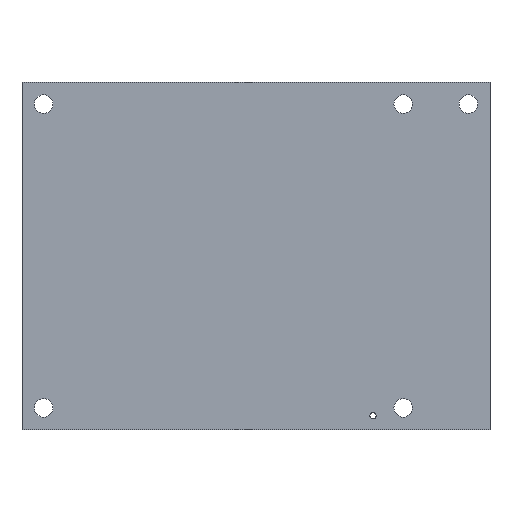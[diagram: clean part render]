
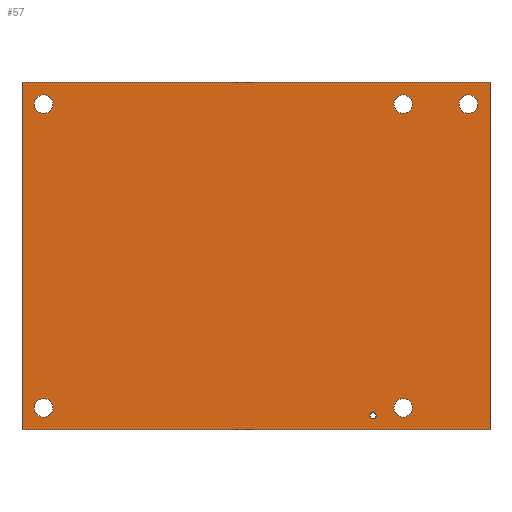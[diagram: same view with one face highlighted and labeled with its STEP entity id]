
A CAD part, top view. The second image highlights one B-rep face of the part: STEP entity #57.
In plain terms, the highlighted planar face has unit normal (0, 0, 1).
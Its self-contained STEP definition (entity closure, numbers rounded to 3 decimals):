
#57=ADVANCED_FACE('',(#175,#177,#179,#181,#183,#185,#187),#189,.T.);
#175=FACE_BOUND('',#176,.T.);
#176=EDGE_LOOP('',(#286,#287,#288,#289));
#177=FACE_BOUND('',#178,.T.);
#178=EDGE_LOOP('',(#290));
#179=FACE_BOUND('',#180,.T.);
#180=EDGE_LOOP('',(#291));
#181=FACE_BOUND('',#182,.T.);
#182=EDGE_LOOP('',(#292));
#183=FACE_BOUND('',#184,.T.);
#184=EDGE_LOOP('',(#293));
#185=FACE_BOUND('',#186,.T.);
#186=EDGE_LOOP('',(#294));
#187=FACE_BOUND('',#188,.T.);
#188=EDGE_LOOP('',(#295));
#189=PLANE('',#190);
#190=AXIS2_PLACEMENT_3D('',#191,#192,#193);
#191=CARTESIAN_POINT('',(0.,0.,1.5));
#192=DIRECTION('',(0.,0.,1.));
#193=DIRECTION('',(-1.,0.,0.));
#286=ORIENTED_EDGE('',*,*,#334,.T.);
#287=ORIENTED_EDGE('',*,*,#335,.T.);
#288=ORIENTED_EDGE('',*,*,#336,.T.);
#289=ORIENTED_EDGE('',*,*,#337,.T.);
#290=ORIENTED_EDGE('',*,*,#338,.T.);
#291=ORIENTED_EDGE('',*,*,#339,.T.);
#292=ORIENTED_EDGE('',*,*,#340,.T.);
#293=ORIENTED_EDGE('',*,*,#341,.T.);
#294=ORIENTED_EDGE('',*,*,#342,.T.);
#295=ORIENTED_EDGE('',*,*,#343,.T.);
#334=EDGE_CURVE('',#368,#369,#370,.T.);
#335=EDGE_CURVE('',#369,#371,#372,.T.);
#336=EDGE_CURVE('',#371,#373,#374,.T.);
#337=EDGE_CURVE('',#373,#368,#375,.T.);
#338=EDGE_CURVE('',#376,#376,#377,.F.);
#339=EDGE_CURVE('',#378,#378,#379,.F.);
#340=EDGE_CURVE('',#380,#380,#381,.F.);
#341=EDGE_CURVE('',#382,#382,#383,.F.);
#342=EDGE_CURVE('',#384,#384,#385,.F.);
#343=EDGE_CURVE('',#386,#386,#387,.F.);
#368=VERTEX_POINT('',#438);
#369=VERTEX_POINT('',#439);
#370=LINE('',#440,#441);
#371=VERTEX_POINT('',#443);
#372=LINE('',#444,#445);
#373=VERTEX_POINT('',#447);
#374=LINE('',#448,#449);
#375=LINE('',#451,#452);
#376=VERTEX_POINT('',#454);
#377=CIRCLE('',#455,1.5);
#378=VERTEX_POINT('',#459);
#379=CIRCLE('',#460,1.5);
#380=VERTEX_POINT('',#464);
#381=CIRCLE('',#465,1.5);
#382=VERTEX_POINT('',#469);
#383=CIRCLE('',#470,1.5);
#384=VERTEX_POINT('',#474);
#385=CIRCLE('',#475,1.5);
#386=VERTEX_POINT('',#479);
#387=CIRCLE('',#480,0.5);
#438=CARTESIAN_POINT('',(10.5,0.,1.5));
#439=CARTESIAN_POINT('',(-65.,0.,1.5));
#440=CARTESIAN_POINT('',(10.5,0.,1.5));
#441=VECTOR('',#442,1.);
#442=DIRECTION('',(-1.,0.,0.));
#443=CARTESIAN_POINT('',(-65.,-56.,1.5));
#444=CARTESIAN_POINT('',(-65.,0.,1.5));
#445=VECTOR('',#446,1.);
#446=DIRECTION('',(0.,-1.,0.));
#447=CARTESIAN_POINT('',(10.5,-56.,1.5));
#448=CARTESIAN_POINT('',(-65.,-56.,1.5));
#449=VECTOR('',#450,1.);
#450=DIRECTION('',(1.,0.,0.));
#451=CARTESIAN_POINT('',(10.5,-56.,1.5));
#452=VECTOR('',#453,1.);
#453=DIRECTION('',(0.,1.,0.));
#454=CARTESIAN_POINT('',(-63.,-52.5,1.5));
#455=AXIS2_PLACEMENT_3D('',#456,#457,#458);
#456=CARTESIAN_POINT('',(-61.5,-52.5,1.5));
#457=DIRECTION('',(0.,0.,1.));
#458=DIRECTION('',(-1.,0.,0.));
#459=CARTESIAN_POINT('',(-63.,-3.5,1.5));
#460=AXIS2_PLACEMENT_3D('',#461,#462,#463);
#461=CARTESIAN_POINT('',(-61.5,-3.5,1.5));
#462=DIRECTION('',(0.,0.,1.));
#463=DIRECTION('',(-1.,0.,0.));
#464=CARTESIAN_POINT('',(5.5,-3.5,1.5));
#465=AXIS2_PLACEMENT_3D('',#466,#467,#468);
#466=CARTESIAN_POINT('',(7.,-3.5,1.5));
#467=DIRECTION('',(0.,0.,1.));
#468=DIRECTION('',(-1.,0.,0.));
#469=CARTESIAN_POINT('',(-5.,-52.5,1.5));
#470=AXIS2_PLACEMENT_3D('',#471,#472,#473);
#471=CARTESIAN_POINT('',(-3.5,-52.5,1.5));
#472=DIRECTION('',(0.,0.,1.));
#473=DIRECTION('',(-1.,0.,0.));
#474=CARTESIAN_POINT('',(-5.,-3.5,1.5));
#475=AXIS2_PLACEMENT_3D('',#476,#477,#478);
#476=CARTESIAN_POINT('',(-3.5,-3.5,1.5));
#477=DIRECTION('',(0.,0.,1.));
#478=DIRECTION('',(-1.,0.,0.));
#479=CARTESIAN_POINT('',(-8.87,-53.77,1.5));
#480=AXIS2_PLACEMENT_3D('',#481,#482,#483);
#481=CARTESIAN_POINT('',(-8.37,-53.77,1.5));
#482=DIRECTION('',(0.,0.,1.));
#483=DIRECTION('',(-1.,0.,0.));
